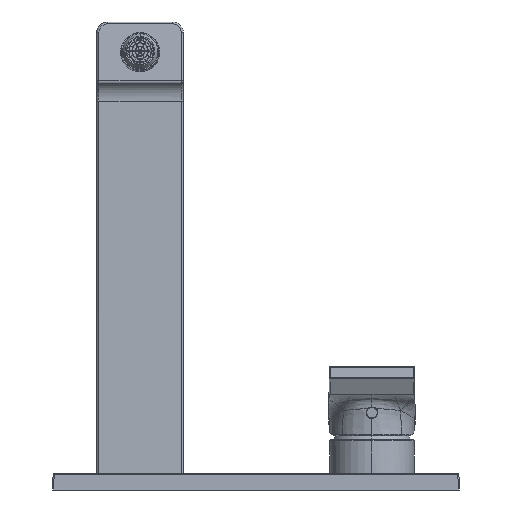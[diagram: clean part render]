
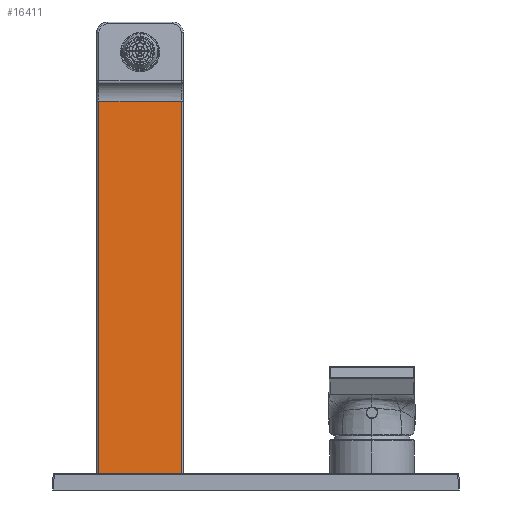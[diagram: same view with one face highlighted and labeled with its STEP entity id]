
A CAD part, front view. The second image highlights one B-rep face of the part: STEP entity #16411.
In plain terms, the highlighted planar face has unit normal (0, -0.999, 0.043).
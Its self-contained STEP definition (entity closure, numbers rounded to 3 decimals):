
#3310=DIRECTION('',(-1.,0.,0.));
#3311=VECTOR('',#3310,39.);
#3312=CARTESIAN_POINT('',(-90.5,-12.001,
76.986));
#3313=LINE('',#3312,#3311);
#3314=CARTESIAN_POINT('',(-90.5,-12.001,
76.986));
#3622=DIRECTION('',(0.,0.043,0.999));
#3623=VECTOR('',#3622,176.697);
#3624=CARTESIAN_POINT('',(-90.5,-12.001,
76.986));
#3625=LINE('',#3624,#3623);
#3626=DIRECTION('',(0.,-0.043,-0.999));
#3627=VECTOR('',#3626,176.697);
#3628=CARTESIAN_POINT('',(-129.5,-4.334,253.516));
#3629=LINE('',#3628,#3627);
#3808=DIRECTION('',(-1.,0.,0.));
#3809=VECTOR('',#3808,39.);
#3810=CARTESIAN_POINT('',(-90.5,-4.334,253.516));
#3811=LINE('',#3810,#3809);
#11485=CARTESIAN_POINT('',(-90.5,-4.334,253.516));
#11486=VERTEX_POINT('',#11485);
#11487=CARTESIAN_POINT('',(-129.5,-4.334,253.516));
#11488=VERTEX_POINT('',#11487);
#12381=VERTEX_POINT('',#3314);
#12382=CARTESIAN_POINT('',(-129.5,-12.001,
76.986));
#12383=VERTEX_POINT('',#12382);
#16398=CARTESIAN_POINT('',(-89.5,-12.,77.));
#16399=DIRECTION('',(0.,-0.999,0.043));
#16400=DIRECTION('',(0.,0.043,0.999));
#16401=AXIS2_PLACEMENT_3D('',#16398,#16399,#16400);
#16402=PLANE('',#16401);
#16403=ORIENTED_EDGE('',*,*,#15692,.T.);
#16405=ORIENTED_EDGE('',*,*,#16404,.F.);
#16407=ORIENTED_EDGE('',*,*,#16406,.F.);
#16408=ORIENTED_EDGE('',*,*,#16390,.F.);
#16409=EDGE_LOOP('',(#16403,#16405,#16407,#16408));
#16410=FACE_OUTER_BOUND('',#16409,.F.);
#15692=EDGE_CURVE('',#12381,#12383,#3313,.T.);
#16390=EDGE_CURVE('',#12381,#11486,#3625,.T.);
#16404=EDGE_CURVE('',#11488,#12383,#3629,.T.);
#16406=EDGE_CURVE('',#11486,#11488,#3811,.T.);
#16411=ADVANCED_FACE('',(#16410),#16402,.T.);
